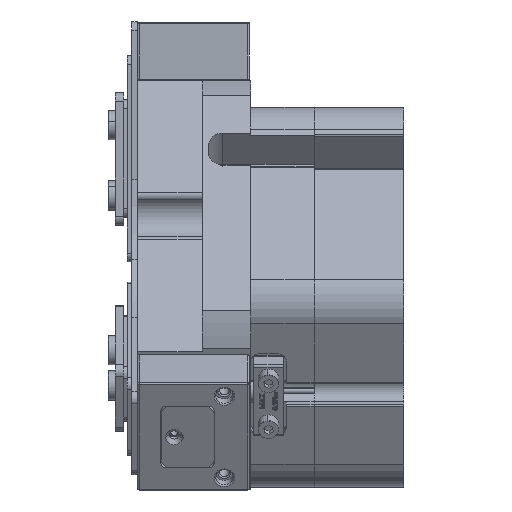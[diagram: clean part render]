
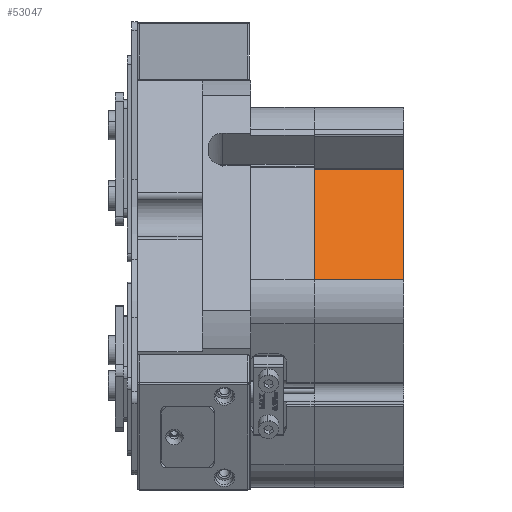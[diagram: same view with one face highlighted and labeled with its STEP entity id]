
A CAD part, left-side view. The second image highlights one B-rep face of the part: STEP entity #53047.
In plain terms, the highlighted face is planar.
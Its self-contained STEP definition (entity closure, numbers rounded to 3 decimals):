
#1915 = ORIENTED_EDGE ( 'NONE', *, *, #33951, .F. ) ;
#2012 = LINE ( 'NONE', #35644, #38847 ) ;
#2615 = EDGE_CURVE ( 'NONE', #55568, #53783, #61938, .T. ) ;
#6246 = CARTESIAN_POINT ( 'NONE',  ( 74.478, 30.5, -1. ) ) ;
#8975 = CARTESIAN_POINT ( 'NONE',  ( 74.478, 0., -1. ) ) ;
#10176 = DIRECTION ( 'NONE',  ( 0., 1., 0. ) ) ;
#10853 = EDGE_CURVE ( 'NONE', #53783, #36220, #2012, .T. ) ;
#10913 = VECTOR ( 'NONE', #30143, 1000. ) ;
#12495 = VECTOR ( 'NONE', #50905, 1000. ) ;
#12498 = VECTOR ( 'NONE', #49738, 1000. ) ;
#14484 = ORIENTED_EDGE ( 'NONE', *, *, #10853, .T. ) ;
#16555 = DIRECTION ( 'NONE',  ( -0.5, 0., 0.866 ) ) ;
#16902 = CARTESIAN_POINT ( 'NONE',  ( 70.148, 0., 6.5 ) ) ;
#24594 = VERTEX_POINT ( 'NONE', #52488 ) ;
#24694 = CARTESIAN_POINT ( 'NONE',  ( 70.148, 30.5, 6.5 ) ) ;
#24850 = CARTESIAN_POINT ( 'NONE',  ( 48.527, 30.5, 43.949 ) ) ;
#26815 = PLANE ( 'NONE',  #39326 ) ;
#29545 = FACE_OUTER_BOUND ( 'NONE', #55300, .T. ) ;
#30143 = DIRECTION ( 'NONE',  ( 0., -1., 0. ) ) ;
#31191 = CARTESIAN_POINT ( 'NONE',  ( 74.478, 30.5, -1. ) ) ;
#33951 = EDGE_CURVE ( 'NONE', #24594, #36220, #39155, .T. ) ;
#35644 = CARTESIAN_POINT ( 'NONE',  ( 70.148, 30.5, 6.5 ) ) ;
#36220 = VERTEX_POINT ( 'NONE', #24694 ) ;
#37148 = ORIENTED_EDGE ( 'NONE', *, *, #42711, .T. ) ;
#38847 = VECTOR ( 'NONE', #10176, 1000. ) ;
#39155 = LINE ( 'NONE', #31191, #12495 ) ;
#39326 = AXIS2_PLACEMENT_3D ( 'NONE', #6246, #62155, #16555 ) ;
#42711 = EDGE_CURVE ( 'NONE', #24594, #55568, #49349, .T. ) ;
#47301 = CARTESIAN_POINT ( 'NONE',  ( 48.527, 0., 43.949 ) ) ;
#49349 = LINE ( 'NONE', #24850, #10913 ) ;
#49738 = DIRECTION ( 'NONE',  ( 0.5, 0., -0.866 ) ) ;
#50905 = DIRECTION ( 'NONE',  ( 0.5, 0., -0.866 ) ) ;
#52488 = CARTESIAN_POINT ( 'NONE',  ( 48.527, 30.5, 43.949 ) ) ;
#53047 = ADVANCED_FACE ( 'NONE', ( #29545 ), #26815, .F. ) ;
#53783 = VERTEX_POINT ( 'NONE', #16902 ) ;
#55300 = EDGE_LOOP ( 'NONE', ( #1915, #37148, #59305, #14484 ) ) ;
#55568 = VERTEX_POINT ( 'NONE', #47301 ) ;
#59305 = ORIENTED_EDGE ( 'NONE', *, *, #2615, .T. ) ;
#61938 = LINE ( 'NONE', #8975, #12498 ) ;
#62155 = DIRECTION ( 'NONE',  ( -0.866, 0., -0.5 ) ) ;
